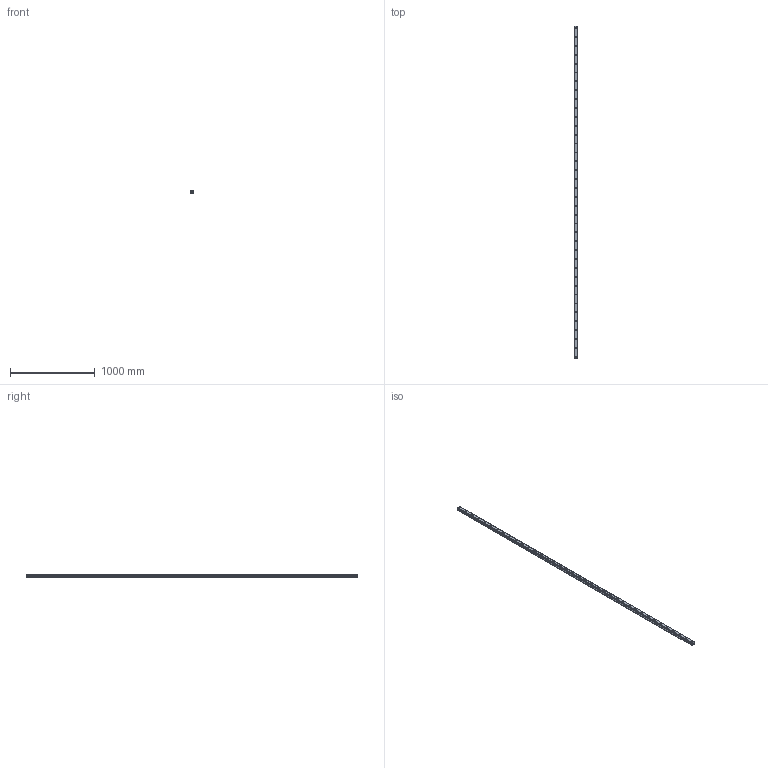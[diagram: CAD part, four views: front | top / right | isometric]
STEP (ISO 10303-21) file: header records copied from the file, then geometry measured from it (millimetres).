
FILE_DESCRIPTION(('STEP AP214'),'1');
FILE_NAME('cctmp_B574F084-B69C-48C9-A40A-BF8498F8B5F3_2020_10_29_8_56_34_697..stp','2020-10-29T07:56:34',('HIWIN GmbH'),('CADClick - www.CADClick.com'),'Spatial InterOp 3D',' ','unknown authorization');
FILE_SCHEMA(('AUTOMOTIVE_DESIGN'));
Length unit declared in the file: millimetre
Products named in the file (1): HGR45R3925H_FILE
Bounding box: 45 x 3925 x 38 mm (x, y, z)
Volume: 5274908.7 mm3; surface area: 761690.1 mm2
Topology: 1 solids, 1 shells, 439 faces, 957 edges, 638 vertices
Faces by surface type: cylinder 232, plane 207
Entity records: 15731 total; most frequent: DIRECTION 2301, CARTESIAN_POINT 2035, ORIENTED_EDGE 1914, EDGE_CURVE 957, AXIS2_PLACEMENT_3D 904, VERTEX_POINT 638, EDGE_LOOP 557, LINE 493
